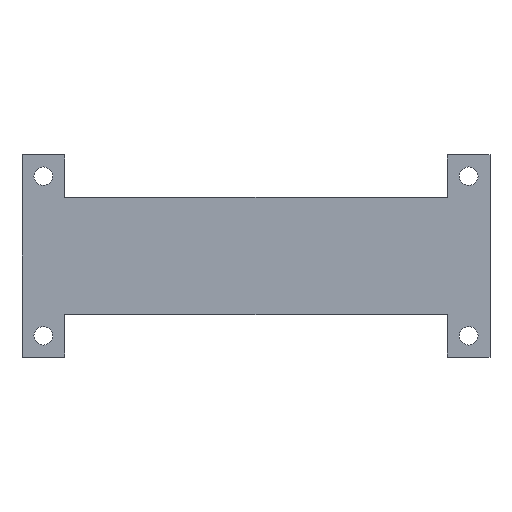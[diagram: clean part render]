
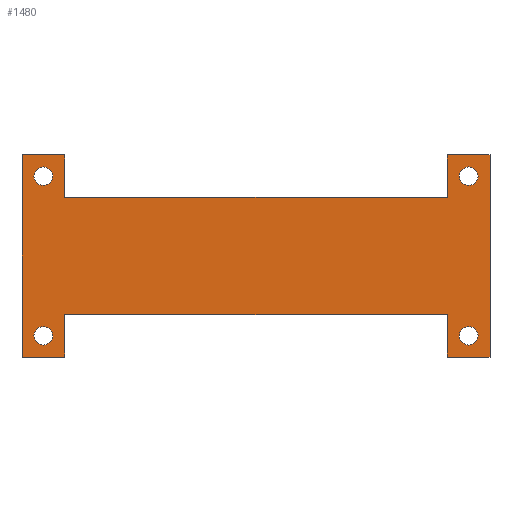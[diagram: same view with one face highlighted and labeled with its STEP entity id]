
A CAD part, front view. The second image highlights one B-rep face of the part: STEP entity #1480.
In plain terms, the highlighted planar face has unit normal (0, -1, 0).
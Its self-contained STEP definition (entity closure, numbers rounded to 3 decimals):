
#39=FACE_BOUND('',#194,.T.);
#40=FACE_BOUND('',#195,.T.);
#41=FACE_BOUND('',#196,.T.);
#42=FACE_BOUND('',#197,.T.);
#109=FACE_OUTER_BOUND('',#193,.T.);
#193=EDGE_LOOP('',(#1136,#1137,#1138,#1139,#1140,#1141,#1142,#1143,#1144,
#1145,#1146,#1147));
#194=EDGE_LOOP('',(#1148));
#195=EDGE_LOOP('',(#1149));
#196=EDGE_LOOP('',(#1150));
#197=EDGE_LOOP('',(#1151));
#267=CIRCLE('',#1626,1.75);
#269=CIRCLE('',#1632,1.75);
#271=CIRCLE('',#1638,1.75);
#273=CIRCLE('',#1644,1.75);
#321=LINE('',#2224,#487);
#327=LINE('',#2240,#493);
#330=LINE('',#2246,#496);
#335=LINE('',#2261,#501);
#339=LINE('',#2269,#505);
#345=LINE('',#2285,#511);
#348=LINE('',#2291,#514);
#353=LINE('',#2306,#519);
#357=LINE('',#2314,#523);
#362=LINE('',#2323,#528);
#366=LINE('',#2330,#532);
#369=LINE('',#2334,#535);
#487=VECTOR('',#1796,10.);
#493=VECTOR('',#1810,10.);
#496=VECTOR('',#1815,10.);
#501=VECTOR('',#1830,10.);
#505=VECTOR('',#1836,10.);
#511=VECTOR('',#1852,10.);
#514=VECTOR('',#1857,10.);
#519=VECTOR('',#1872,10.);
#523=VECTOR('',#1878,10.);
#528=VECTOR('',#1887,10.);
#532=VECTOR('',#1893,10.);
#535=VECTOR('',#1898,10.);
#653=VERTEX_POINT('',#2221);
#654=VERTEX_POINT('',#2223);
#659=VERTEX_POINT('',#2235);
#660=VERTEX_POINT('',#2239);
#662=VERTEX_POINT('',#2245);
#665=VERTEX_POINT('',#2255);
#666=VERTEX_POINT('',#2259);
#667=VERTEX_POINT('',#2260);
#670=VERTEX_POINT('',#2268);
#674=VERTEX_POINT('',#2280);
#675=VERTEX_POINT('',#2284);
#677=VERTEX_POINT('',#2290);
#680=VERTEX_POINT('',#2300);
#681=VERTEX_POINT('',#2304);
#682=VERTEX_POINT('',#2305);
#685=VERTEX_POINT('',#2313);
#799=EDGE_CURVE('',#653,#654,#321,.T.);
#806=EDGE_CURVE('',#659,#659,#267,.T.);
#807=EDGE_CURVE('',#654,#660,#327,.T.);
#810=EDGE_CURVE('',#660,#662,#330,.T.);
#816=EDGE_CURVE('',#665,#665,#269,.T.);
#817=EDGE_CURVE('',#666,#667,#335,.T.);
#821=EDGE_CURVE('',#670,#666,#339,.T.);
#828=EDGE_CURVE('',#674,#674,#271,.T.);
#829=EDGE_CURVE('',#675,#653,#345,.T.);
#832=EDGE_CURVE('',#677,#675,#348,.T.);
#838=EDGE_CURVE('',#680,#680,#273,.T.);
#839=EDGE_CURVE('',#681,#682,#353,.T.);
#843=EDGE_CURVE('',#682,#685,#357,.T.);
#848=EDGE_CURVE('',#667,#681,#362,.T.);
#852=EDGE_CURVE('',#662,#670,#366,.T.);
#855=EDGE_CURVE('',#685,#677,#369,.T.);
#1136=ORIENTED_EDGE('',*,*,#848,.F.);
#1137=ORIENTED_EDGE('',*,*,#817,.F.);
#1138=ORIENTED_EDGE('',*,*,#821,.F.);
#1139=ORIENTED_EDGE('',*,*,#852,.F.);
#1140=ORIENTED_EDGE('',*,*,#810,.F.);
#1141=ORIENTED_EDGE('',*,*,#807,.F.);
#1142=ORIENTED_EDGE('',*,*,#799,.F.);
#1143=ORIENTED_EDGE('',*,*,#829,.F.);
#1144=ORIENTED_EDGE('',*,*,#832,.F.);
#1145=ORIENTED_EDGE('',*,*,#855,.F.);
#1146=ORIENTED_EDGE('',*,*,#843,.F.);
#1147=ORIENTED_EDGE('',*,*,#839,.F.);
#1148=ORIENTED_EDGE('',*,*,#806,.F.);
#1149=ORIENTED_EDGE('',*,*,#816,.F.);
#1150=ORIENTED_EDGE('',*,*,#828,.F.);
#1151=ORIENTED_EDGE('',*,*,#838,.F.);
#1416=PLANE('',#1652);
#1480=ADVANCED_FACE('',(#109,#39,#40,#41,#42),#1416,.F.);
#1626=AXIS2_PLACEMENT_3D('',#2237,#1806,#1807);
#1632=AXIS2_PLACEMENT_3D('',#2257,#1826,#1827);
#1638=AXIS2_PLACEMENT_3D('',#2282,#1848,#1849);
#1644=AXIS2_PLACEMENT_3D('',#2302,#1868,#1869);
#1652=AXIS2_PLACEMENT_3D('',#2336,#1901,#1902);
#1796=DIRECTION('',(0.,0.,1.));
#1806=DIRECTION('center_axis',(0.,-1.,0.));
#1807=DIRECTION('ref_axis',(1.,0.,0.));
#1810=DIRECTION('',(1.,0.,0.));
#1815=DIRECTION('',(0.,0.,-1.));
#1826=DIRECTION('center_axis',(0.,-1.,0.));
#1827=DIRECTION('ref_axis',(1.,0.,0.));
#1830=DIRECTION('',(1.,0.,0.));
#1836=DIRECTION('',(0.,0.,1.));
#1848=DIRECTION('center_axis',(0.,-1.,0.));
#1849=DIRECTION('ref_axis',(1.,0.,0.));
#1852=DIRECTION('',(-1.,0.,0.));
#1857=DIRECTION('',(0.,0.,-1.));
#1868=DIRECTION('center_axis',(0.,-1.,0.));
#1869=DIRECTION('ref_axis',(1.,0.,0.));
#1872=DIRECTION('',(-1.,0.,0.));
#1878=DIRECTION('',(0.,0.,1.));
#1887=DIRECTION('',(0.,0.,-1.));
#1893=DIRECTION('',(1.,0.,0.));
#1898=DIRECTION('',(-1.,0.,0.));
#1901=DIRECTION('center_axis',(0.,1.,0.));
#1902=DIRECTION('ref_axis',(0.,0.,1.));
#2221=CARTESIAN_POINT('',(-44.,0.,-19.));
#2223=CARTESIAN_POINT('',(-44.,0.,19.));
#2224=CARTESIAN_POINT('',(-44.,0.,-19.));
#2235=CARTESIAN_POINT('',(-41.75,0.,15.));
#2237=CARTESIAN_POINT('Origin',(-40.,0.,15.));
#2239=CARTESIAN_POINT('',(-36.,0.,19.));
#2240=CARTESIAN_POINT('',(-44.,0.,19.));
#2245=CARTESIAN_POINT('',(-36.,0.,11.));
#2246=CARTESIAN_POINT('',(-36.,0.,19.));
#2255=CARTESIAN_POINT('',(38.25,0.,15.));
#2257=CARTESIAN_POINT('Origin',(40.,0.,15.));
#2259=CARTESIAN_POINT('',(36.,0.,19.));
#2260=CARTESIAN_POINT('',(44.,0.,19.));
#2261=CARTESIAN_POINT('',(36.,0.,19.));
#2268=CARTESIAN_POINT('',(36.,0.,11.));
#2269=CARTESIAN_POINT('',(36.,0.,11.));
#2280=CARTESIAN_POINT('',(-41.75,0.,-15.));
#2282=CARTESIAN_POINT('Origin',(-40.,0.,-15.));
#2284=CARTESIAN_POINT('',(-36.,0.,-19.));
#2285=CARTESIAN_POINT('',(-36.,0.,-19.));
#2290=CARTESIAN_POINT('',(-36.,0.,-11.));
#2291=CARTESIAN_POINT('',(-36.,0.,-11.));
#2300=CARTESIAN_POINT('',(38.25,0.,-15.));
#2302=CARTESIAN_POINT('Origin',(40.,0.,-15.));
#2304=CARTESIAN_POINT('',(44.,0.,-19.));
#2305=CARTESIAN_POINT('',(36.,0.,-19.));
#2306=CARTESIAN_POINT('',(44.,0.,-19.));
#2313=CARTESIAN_POINT('',(36.,0.,-11.));
#2314=CARTESIAN_POINT('',(36.,0.,-19.));
#2323=CARTESIAN_POINT('',(44.,0.,19.));
#2330=CARTESIAN_POINT('',(-44.,0.,11.));
#2334=CARTESIAN_POINT('',(44.,0.,-11.));
#2336=CARTESIAN_POINT('Origin',(0.,0.,0.));
